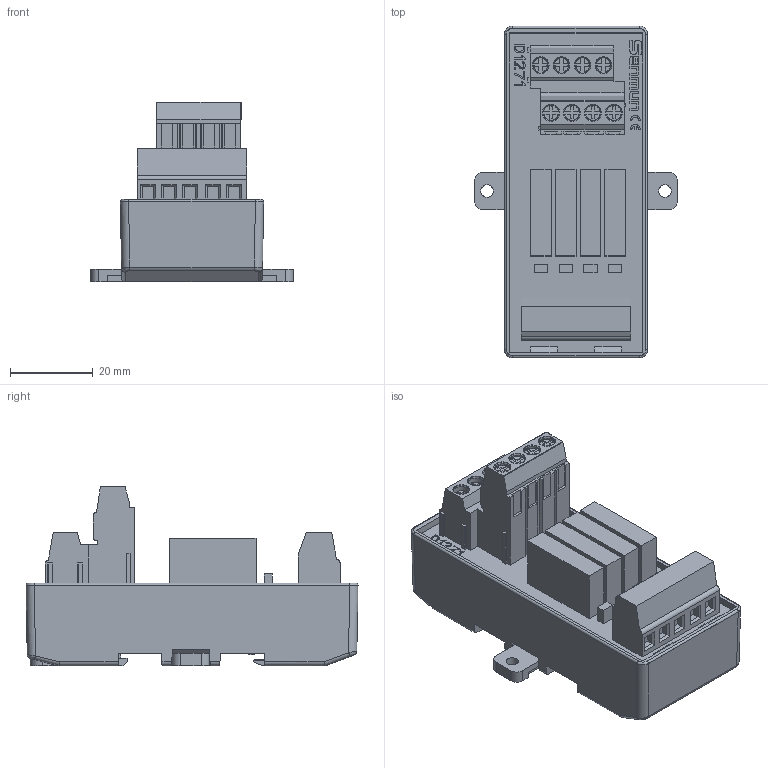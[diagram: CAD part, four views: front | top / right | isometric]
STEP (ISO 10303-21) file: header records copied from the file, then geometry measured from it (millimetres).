
FILE_DESCRIPTION(/* description */ (''),/* implementation_level */ '2;1');
FILE_NAME(/* name */ 'D1271-E.stp',/* time_stamp */ '2024-08-15T08:30:42+08:00',/* author */ (''),/* organization */ (''),/* preprocessor_version */ 'ST-DEVELOPER v14',/* originating_system */ 'SIEMENS PLM Software NX 8.0',/* authorisation */ '');
FILE_SCHEMA (('AUTOMOTIVE_DESIGN { 1 0 10303 214 3 1 1 1 }'));
Length unit declared in the file: millimetre
Products named in the file (1): Admi1F2CD3808g62
Bounding box: 49.07 x 80.4 x 43.5 mm (x, y, z)
Volume: 62958 mm3; surface area: 19648.6 mm2
Topology: 3 solids, 4 shells, 745 faces, 1972 edges, 1300 vertices
Faces by surface type: plane 592, cylinder 92, torus 24, cone 16, extrusion 11, bspline 10
Full cylindrical faces by diameter (mm): 3 x2, 4.1 x8, 4.13 x8
Entity records: 24613 total; most frequent: CARTESIAN_POINT 5347, ORIENTED_EDGE 3866, DIRECTION 3452, EDGE_CURVE 1933, VECTOR 1562, LINE 1551, VERTEX_POINT 1287, AXIS2_PLACEMENT_3D 945
